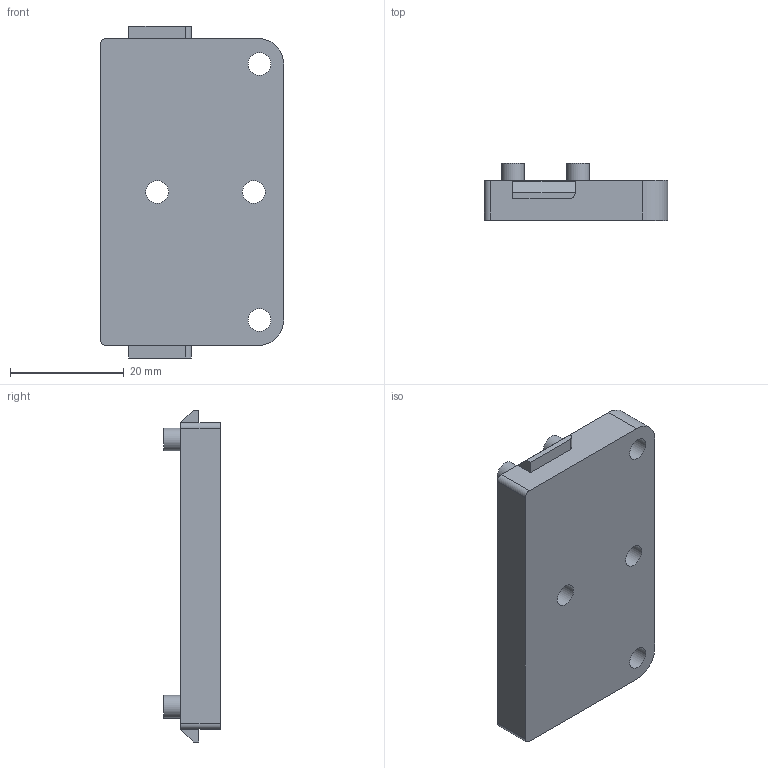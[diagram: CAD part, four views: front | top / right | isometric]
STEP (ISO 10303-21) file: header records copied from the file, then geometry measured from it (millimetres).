
FILE_DESCRIPTION(('FreeCAD Model'),'2;1');
FILE_NAME('Open CASCADE Shape Model','2024-02-26T15:05:00',(''),(''), 'Open CASCADE STEP processor 7.6','FreeCAD','Unknown');
FILE_SCHEMA(('AUTOMOTIVE_DESIGN { 1 0 10303 214 1 1 1 1 }'));
Length unit declared in the file: millimetre
Products named in the file (1): ControllerBedBody
Bounding box: 32.25 x 10 x 58.4 mm (x, y, z)
Volume: 11753.3 mm3; surface area: 5286 mm2
Topology: 1 solids, 1 shells, 52 faces, 106 edges, 70 vertices
Faces by surface type: plane 30, cylinder 22
Full cylindrical faces by diameter (mm): 1.5 x4, 4 x8, 6 x4
Entity records: 2824 total; most frequent: CARTESIAN_POINT 501, DIRECTION 458, LINE 230, VECTOR 230, ORIENTED_EDGE 212, PCURVE 212, DEFINITIONAL_REPRESENTATION 212, EDGE_CURVE 106
